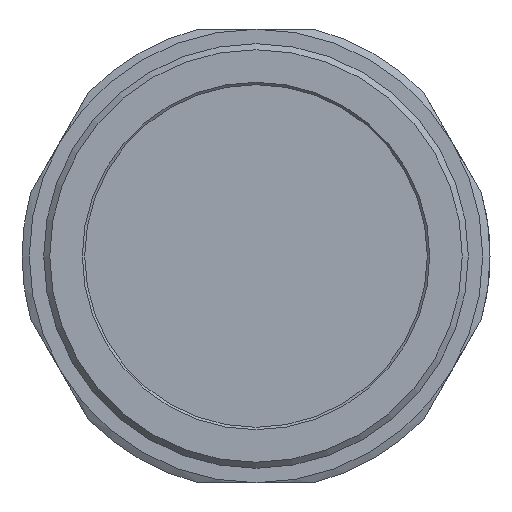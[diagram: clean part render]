
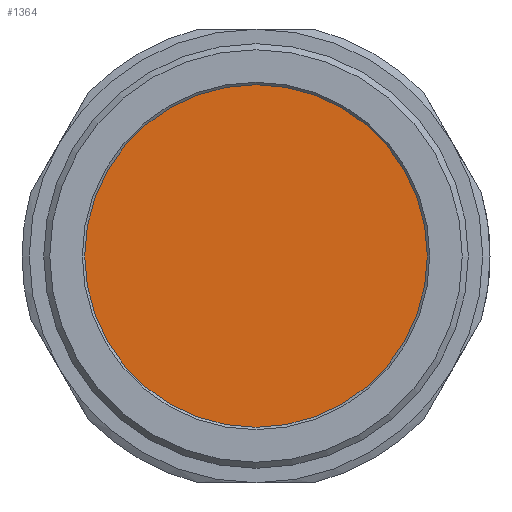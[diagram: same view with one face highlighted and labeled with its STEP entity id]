
A CAD part, front view. The second image highlights one B-rep face of the part: STEP entity #1364.
In plain terms, the highlighted planar face has unit normal (0, -1, 0).
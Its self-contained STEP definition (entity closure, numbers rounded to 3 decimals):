
#133=FACE_OUTER_BOUND('',#218,.T.);
#218=EDGE_LOOP('',(#859));
#315=CIRCLE('',#1476,35.5);
#528=VERTEX_POINT('',#2081);
#656=EDGE_CURVE('',#528,#528,#315,.T.);
#859=ORIENTED_EDGE('',*,*,#656,.F.);
#1253=PLANE('',#1475);
#1364=ADVANCED_FACE('',(#133),#1253,.T.);
#1475=AXIS2_PLACEMENT_3D('',#2080,#1666,#1667);
#1476=AXIS2_PLACEMENT_3D('',#2082,#1668,#1669);
#1666=DIRECTION('center_axis',(0.,-1.,0.));
#1667=DIRECTION('ref_axis',(0.,0.,-1.));
#1668=DIRECTION('center_axis',(0.,1.,0.));
#1669=DIRECTION('ref_axis',(-1.,0.,0.));
#2080=CARTESIAN_POINT('Origin',(-0.623,-10.046,0.));
#2081=CARTESIAN_POINT('',(34.877,-10.046,0.));
#2082=CARTESIAN_POINT('Origin',(-0.623,-10.046,0.));
